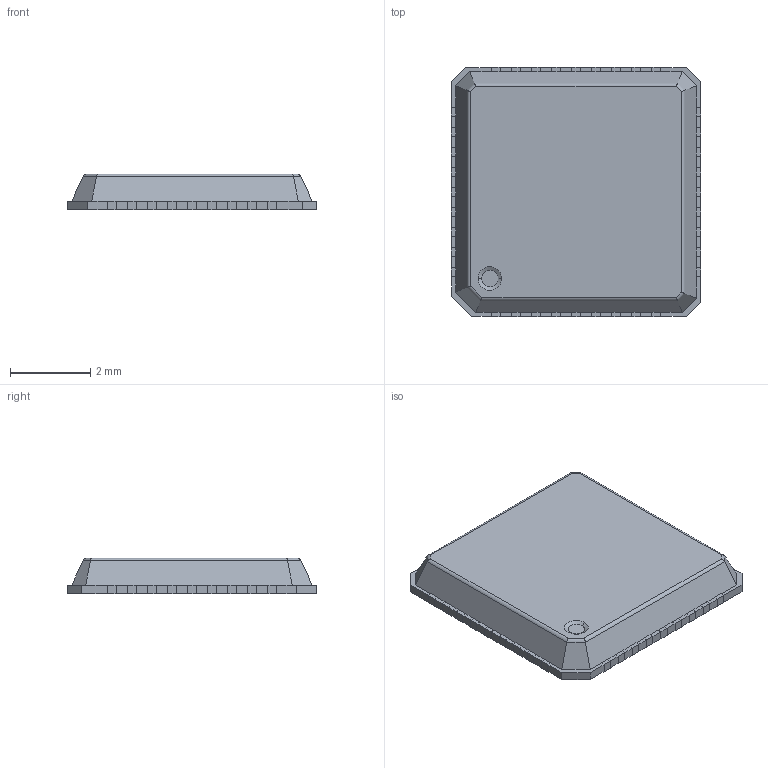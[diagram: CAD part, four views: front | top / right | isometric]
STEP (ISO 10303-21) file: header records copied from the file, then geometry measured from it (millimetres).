
FILE_DESCRIPTION (( 'STEP AP214' ), '1' );
FILE_NAME ('User Library-QFN36 (6x6).STEP', '2013-07-28T00:54:00', ( 'Windows User' ), ( '' ), 'SwSTEP 2.0', 'SolidWorks 2013', '' );
FILE_SCHEMA (( 'AUTOMOTIVE_DESIGN' ));
Length unit declared in the file: millimetre
Products named in the file (1): User Library-QFN36 (6x6)
Bounding box: 6.21 x 6.21 x 0.9 mm (x, y, z)
Volume: 29.9 mm3; surface area: 91 mm2
Topology: 1 solids, 1 shells, 317 faces, 934 edges, 620 vertices
Faces by surface type: plane 307, cylinder 8, cone 2
Entity records: 13849 total; most frequent: CARTESIAN_POINT 1896, ORIENTED_EDGE 1868, DIRECTION 1566, EDGE_CURVE 934, VECTOR 922, LINE 922, VERTEX_POINT 620, AXIS2_PLACEMENT_3D 322
